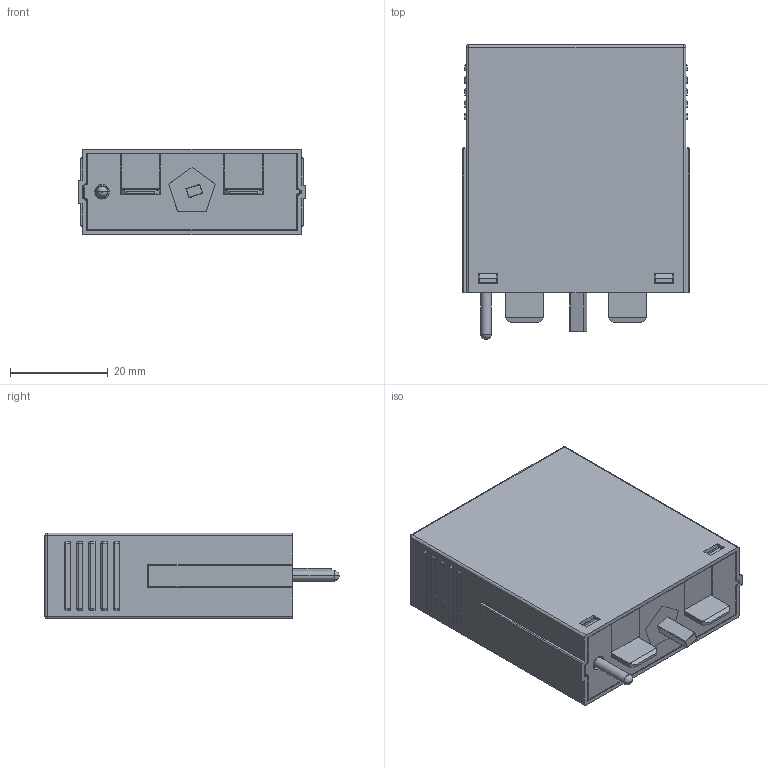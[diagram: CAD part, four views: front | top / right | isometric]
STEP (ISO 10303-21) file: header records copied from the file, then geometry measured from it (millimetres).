
FILE_DESCRIPTION((''),'2;1');
FILE_NAME('510751200_ASM','2019-08-14T12:36:23',('Sebastjan.kamensek'),('Audax d.o.o.'),'CREO PARAMETRIC BY PTC INC, 2017260','CREO PARAMETRIC BY PTC INC, 2017260','');
FILE_SCHEMA(('AP242_MANAGED_MODEL_BASED_3D_ENGINEERING_MIM_LF { 1 0 10303 442 1 1 4 }'));
Length unit declared in the file: millimetre
Products named in the file (8): 505900110; 122140210; 505505115; 505900118; 510752102; 505600152; 505500186; 510751200_ASM
Assembly tree (9 placements, depth 2):
  510751200_ASM
    505900110
    122140210
    505505115
    505900118  x2
    510752102
    505600152
    505500186  x2
Bounding box: 46.4 x 60.3 x 17.6 mm (x, y, z)
Volume: 14133.6 mm3; surface area: 28281.3 mm2
Topology: 9 solids, 9 shells, 1000 faces, 2495 edges, 1535 vertices
Faces by surface type: plane 588, cylinder 264, sphere 61, torus 57, bspline 26, cone 4
Entity records: 35902 total; most frequent: CARTESIAN_POINT 6103, ORIENTED_EDGE 4594, DIRECTION 4564, PRESENTATION_STYLE_ASSIGNMENT 2311, STYLED_ITEM 2304, CURVE_STYLE 2297, EDGE_CURVE 2297, VECTOR 1632
